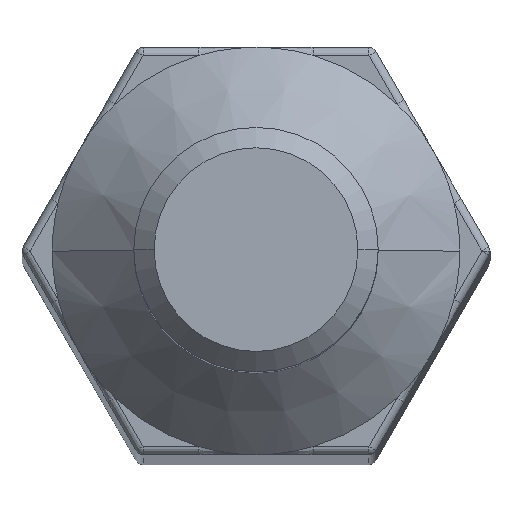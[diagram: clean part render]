
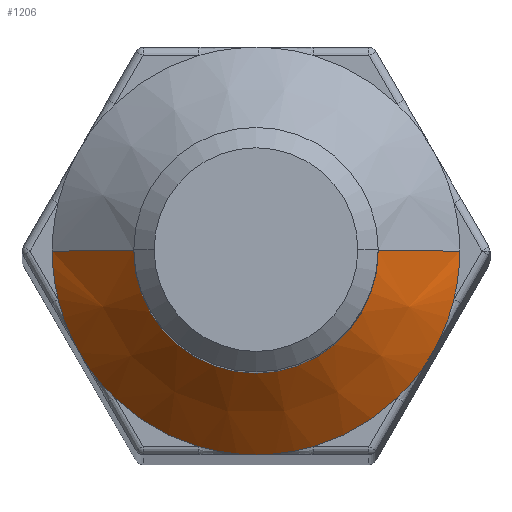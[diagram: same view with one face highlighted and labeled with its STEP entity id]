
A CAD part, top view. The second image highlights one B-rep face of the part: STEP entity #1206.
In plain terms, the highlighted conical face has half-angle 45 degrees and reference radius 1.5 mm.
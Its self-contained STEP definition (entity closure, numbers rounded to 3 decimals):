
#37 = EDGE_LOOP ( 'NONE', ( #846, #1101, #1066, #1182, #1238, #1273, #1301, #1411, #503, #1729, #1432, #1458, #1462 ) ) ;
#46 = VERTEX_POINT ( 'NONE', #1731 ) ;
#54 = VERTEX_POINT ( 'NONE', #1816 ) ;
#117 = DIRECTION ( 'NONE',  ( -0.707, 0., -0.707 ) ) ;
#143 = CARTESIAN_POINT ( 'NONE',  ( -2.165, -1.25, 0. ) ) ;
#164 = DIRECTION ( 'NONE',  ( 0., 0., 1. ) ) ;
#171 = DIRECTION ( 'NONE',  ( 1., 0., 0. ) ) ;
#178 = CARTESIAN_POINT ( 'NONE',  ( 0., 0., 0. ) ) ;
#242 = AXIS2_PLACEMENT_3D ( 'NONE', #1689, #561, #1852 ) ;
#246 = AXIS2_PLACEMENT_3D ( 'NONE', #988, #2141, #1164 ) ;
#261 = AXIS2_PLACEMENT_3D ( 'NONE', #178, #1523, #387 ) ;
#278 = AXIS2_PLACEMENT_3D ( 'NONE', #1859, #771, #2002 ) ;
#283 = AXIS2_PLACEMENT_3D ( 'NONE', #1170, #2278, #1354 ) ;
#328 = VERTEX_POINT ( 'NONE', #1313 ) ;
#338 = AXIS2_PLACEMENT_3D ( 'NONE', #1503, #365, #1674 ) ;
#351 = AXIS2_PLACEMENT_3D ( 'NONE', #1986, #970, #2133 ) ;
#355 = AXIS2_PLACEMENT_3D ( 'NONE', #1332, #164, #1510 ) ;
#365 = DIRECTION ( 'NONE',  ( 0., 0., 1. ) ) ;
#371 = AXIS2_PLACEMENT_3D ( 'NONE', #553, #1842, #753 ) ;
#387 = DIRECTION ( 'NONE',  ( 1., 0., 0. ) ) ;
#388 = AXIS2_PLACEMENT_3D ( 'NONE', #538, #1829, #736 ) ;
#397 = AXIS2_PLACEMENT_3D ( 'NONE', #2270, #1339, #171 ) ;
#419 = CARTESIAN_POINT ( 'NONE',  ( 0., 0., 1. ) ) ;
#503 = ORIENTED_EDGE ( 'NONE', *, *, #1444, .T. ) ;
#538 = CARTESIAN_POINT ( 'NONE',  ( 0., 0., 1. ) ) ;
#553 = CARTESIAN_POINT ( 'NONE',  ( 0., 0., 0. ) ) ;
#561 = DIRECTION ( 'NONE',  ( 0., 0., 1. ) ) ;
#613 = VERTEX_POINT ( 'NONE', #955 ) ;
#667 = VERTEX_POINT ( 'NONE', #778 ) ;
#731 = AXIS2_PLACEMENT_3D ( 'NONE', #419, #1730, #2028 ) ;
#736 = DIRECTION ( 'NONE',  ( -1., 0., 0. ) ) ;
#747 = CARTESIAN_POINT ( 'NONE',  ( 2.165, -1.25, 0. ) ) ;
#753 = DIRECTION ( 'NONE',  ( 1., 0., 0. ) ) ;
#771 = DIRECTION ( 'NONE',  ( 0., 0., 1. ) ) ;
#778 = CARTESIAN_POINT ( 'NONE',  ( -1.5, 0., 1. ) ) ;
#815 = VERTEX_POINT ( 'NONE', #1233 ) ;
#846 = ORIENTED_EDGE ( 'NONE', *, *, #1210, .F. ) ;
#885 = VERTEX_POINT ( 'NONE', #143 ) ;
#955 = CARTESIAN_POINT ( 'NONE',  ( 1.728, -1.806, 0. ) ) ;
#970 = DIRECTION ( 'NONE',  ( 0., 0., 1. ) ) ;
#988 = CARTESIAN_POINT ( 'NONE',  ( 0., 0., 0. ) ) ;
#1040 = VERTEX_POINT ( 'NONE', #1478 ) ;
#1066 = ORIENTED_EDGE ( 'NONE', *, *, #1359, .T. ) ;
#1099 = VERTEX_POINT ( 'NONE', #747 ) ;
#1101 = ORIENTED_EDGE ( 'NONE', *, *, #1391, .T. ) ;
#1105 = VERTEX_POINT ( 'NONE', #1676 ) ;
#1158 = CARTESIAN_POINT ( 'NONE',  ( -0.7, -2.4, 0. ) ) ;
#1161 = VERTEX_POINT ( 'NONE', #1870 ) ;
#1164 = DIRECTION ( 'NONE',  ( 1., 0., 0. ) ) ;
#1170 = CARTESIAN_POINT ( 'NONE',  ( 0., 0., 0. ) ) ;
#1182 = ORIENTED_EDGE ( 'NONE', *, *, #1404, .T. ) ;
#1206 = ADVANCED_FACE ( 'NONE', ( #2165 ), #2145, .T. ) ;
#1210 = EDGE_CURVE ( 'NONE', #328, #1040, #2181, .T. ) ;
#1211 = DIRECTION ( 'NONE',  ( 0.707, 0., -0.707 ) ) ;
#1233 = CARTESIAN_POINT ( 'NONE',  ( 0.7, -2.4, 0. ) ) ;
#1238 = ORIENTED_EDGE ( 'NONE', *, *, #1413, .T. ) ;
#1273 = ORIENTED_EDGE ( 'NONE', *, *, #1415, .T. ) ;
#1292 = CARTESIAN_POINT ( 'NONE',  ( -1.5, 0., 1. ) ) ;
#1301 = ORIENTED_EDGE ( 'NONE', *, *, #1429, .T. ) ;
#1313 = CARTESIAN_POINT ( 'NONE',  ( 1.5, 0., 1. ) ) ;
#1332 = CARTESIAN_POINT ( 'NONE',  ( 0., 0., 0. ) ) ;
#1339 = DIRECTION ( 'NONE',  ( 0., 0., 1. ) ) ;
#1354 = DIRECTION ( 'NONE',  ( 1., 0., 0. ) ) ;
#1359 = EDGE_CURVE ( 'NONE', #667, #2197, #1963, .T. ) ;
#1391 = EDGE_CURVE ( 'NONE', #328, #667, #1825, .T. ) ;
#1404 = EDGE_CURVE ( 'NONE', #2197, #54, #1848, .T. ) ;
#1411 = ORIENTED_EDGE ( 'NONE', *, *, #1440, .T. ) ;
#1413 = EDGE_CURVE ( 'NONE', #54, #885, #1940, .T. ) ;
#1415 = EDGE_CURVE ( 'NONE', #885, #1161, #1903, .T. ) ;
#1429 = EDGE_CURVE ( 'NONE', #1161, #1496, #1939, .T. ) ;
#1432 = ORIENTED_EDGE ( 'NONE', *, *, #1466, .T. ) ;
#1440 = EDGE_CURVE ( 'NONE', #1496, #1105, #1794, .T. ) ;
#1444 = EDGE_CURVE ( 'NONE', #1105, #815, #1942, .T. ) ;
#1458 = ORIENTED_EDGE ( 'NONE', *, *, #1477, .T. ) ;
#1461 = EDGE_CURVE ( 'NONE', #815, #613, #1791, .T. ) ;
#1462 = ORIENTED_EDGE ( 'NONE', *, *, #1494, .T. ) ;
#1466 = EDGE_CURVE ( 'NONE', #613, #1099, #1789, .T. ) ;
#1477 = EDGE_CURVE ( 'NONE', #1099, #46, #1790, .T. ) ;
#1478 = CARTESIAN_POINT ( 'NONE',  ( 2.5, 0., 0. ) ) ;
#1494 = EDGE_CURVE ( 'NONE', #46, #1040, #1769, .T. ) ;
#1496 = VERTEX_POINT ( 'NONE', #1158 ) ;
#1503 = CARTESIAN_POINT ( 'NONE',  ( 0., 0., 0. ) ) ;
#1510 = DIRECTION ( 'NONE',  ( 1., 0., 0. ) ) ;
#1523 = DIRECTION ( 'NONE',  ( 0., 0., 1. ) ) ;
#1674 = DIRECTION ( 'NONE',  ( 1., 0., 0. ) ) ;
#1676 = CARTESIAN_POINT ( 'NONE',  ( 0., -2.5, 0. ) ) ;
#1689 = CARTESIAN_POINT ( 'NONE',  ( 0., 0., 0. ) ) ;
#1729 = ORIENTED_EDGE ( 'NONE', *, *, #1461, .T. ) ;
#1730 = DIRECTION ( 'NONE',  ( 0., 0., -1. ) ) ;
#1731 = CARTESIAN_POINT ( 'NONE',  ( 2.428, -0.594, 0. ) ) ;
#1769 = CIRCLE ( 'NONE', #283, 2.5 ) ;
#1789 = CIRCLE ( 'NONE', #261, 2.5 ) ;
#1790 = CIRCLE ( 'NONE', #278, 2.5 ) ;
#1791 = CIRCLE ( 'NONE', #246, 2.5 ) ;
#1794 = CIRCLE ( 'NONE', #397, 2.5 ) ;
#1816 = CARTESIAN_POINT ( 'NONE',  ( -2.428, -0.594, 0. ) ) ;
#1825 = CIRCLE ( 'NONE', #388, 1.5 ) ;
#1829 = DIRECTION ( 'NONE',  ( 0., 0., -1. ) ) ;
#1842 = DIRECTION ( 'NONE',  ( 0., 0., 1. ) ) ;
#1848 = CIRCLE ( 'NONE', #338, 2.5 ) ;
#1852 = DIRECTION ( 'NONE',  ( 1., 0., 0. ) ) ;
#1859 = CARTESIAN_POINT ( 'NONE',  ( 0., 0., 0. ) ) ;
#1870 = CARTESIAN_POINT ( 'NONE',  ( -1.728, -1.806, 0. ) ) ;
#1882 = VECTOR ( 'NONE', #117, 1000. ) ;
#1903 = CIRCLE ( 'NONE', #355, 2.5 ) ;
#1939 = CIRCLE ( 'NONE', #371, 2.5 ) ;
#1940 = CIRCLE ( 'NONE', #351, 2.5 ) ;
#1942 = CIRCLE ( 'NONE', #242, 2.5 ) ;
#1963 = LINE ( 'NONE', #1292, #1882 ) ;
#1986 = CARTESIAN_POINT ( 'NONE',  ( 0., 0., 0. ) ) ;
#2002 = DIRECTION ( 'NONE',  ( 1., 0., 0. ) ) ;
#2028 = DIRECTION ( 'NONE',  ( -1., 0., 0. ) ) ;
#2133 = DIRECTION ( 'NONE',  ( 1., 0., 0. ) ) ;
#2141 = DIRECTION ( 'NONE',  ( 0., 0., 1. ) ) ;
#2145 = CONICAL_SURFACE ( 'NONE', #731, 1.5, 0.785 ) ;
#2163 = VECTOR ( 'NONE', #1211, 1000. ) ;
#2165 = FACE_OUTER_BOUND ( 'NONE', #37, .T. ) ;
#2170 = CARTESIAN_POINT ( 'NONE',  ( 1.5, 0., 1. ) ) ;
#2181 = LINE ( 'NONE', #2170, #2163 ) ;
#2197 = VERTEX_POINT ( 'NONE', #2224 ) ;
#2224 = CARTESIAN_POINT ( 'NONE',  ( -2.5, 0., 0. ) ) ;
#2270 = CARTESIAN_POINT ( 'NONE',  ( 0., 0., 0. ) ) ;
#2278 = DIRECTION ( 'NONE',  ( 0., 0., 1. ) ) ;
